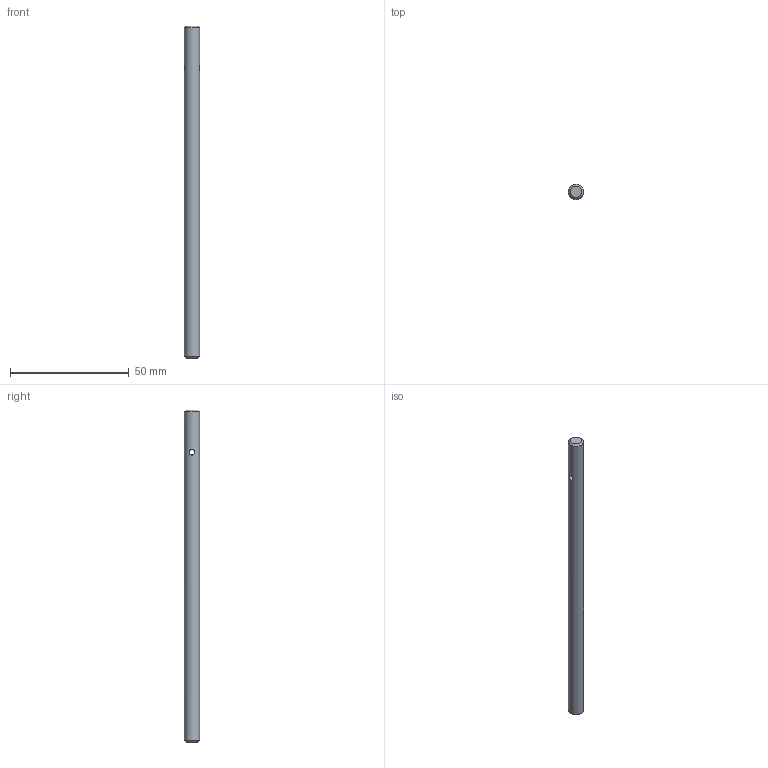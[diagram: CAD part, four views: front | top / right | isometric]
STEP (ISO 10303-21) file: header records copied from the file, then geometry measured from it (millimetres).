
FILE_DESCRIPTION(/* description */ ('WING FOLD .250 SHAFT'),/* implementation_level */ '2;1');
FILE_NAME(/* name */ 'OH5A2A2-13_WING FOLD .250 SHAFT_-_V17.step',/* time_stamp */ '2023-05-22T14:34:24-05:00',/* author */ (''),/* organization */ (''),/* preprocessor_version */ 'ST-DEVELOPER v19.2',/* originating_system */ 'Autodesk Translation Framework v12.4.0.73',/* authorisation */ '');
FILE_SCHEMA (('AUTOMOTIVE_DESIGN { 1 0 10303 214 3 1 1 }'));
Length unit declared in the file: inch
Products named in the file (1): OH5A2A2-13
Bounding box: 6.35 x 6.35 x 139.7 mm (x, y, z)
Volume: 4387.1 mm3; surface area: 2865.8 mm2
Topology: 1 solids, 1 shells, 7 faces, 18 edges, 12 vertices
Faces by surface type: cylinder 3, plane 2, cone 2
Full cylindrical faces by diameter (mm): 6.35 x1
Entity records: 330 total; most frequent: CARTESIAN_POINT 119, ORIENTED_EDGE 36, DIRECTION 32, EDGE_CURVE 18, AXIS2_PLACEMENT_3D 13, VERTEX_POINT 12, EDGE_LOOP 8, FACE_OUTER_BOUND 7
